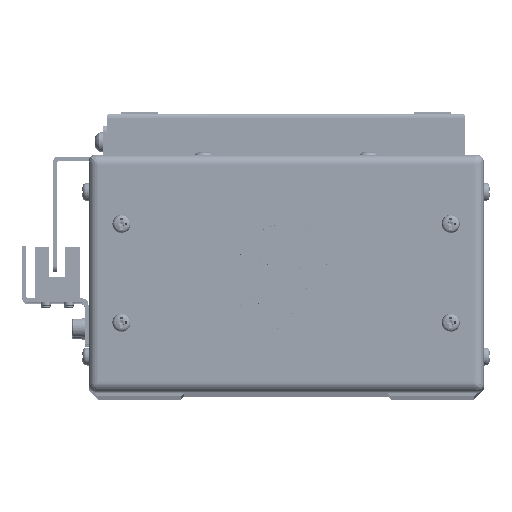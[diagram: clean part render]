
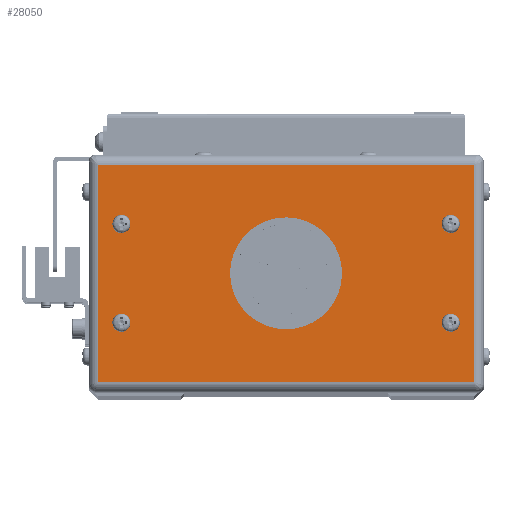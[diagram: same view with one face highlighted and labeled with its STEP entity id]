
A CAD part, top view. The second image highlights one B-rep face of the part: STEP entity #28050.
In plain terms, the highlighted planar face has unit normal (0, 0, 1).
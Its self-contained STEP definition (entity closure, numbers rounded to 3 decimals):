
#34 = CARTESIAN_POINT ( 'NONE',  ( -51.7, 15., 5. ) ) ;
#395 = EDGE_CURVE ( 'NONE', #75279, #86746, #71205, .T. ) ;
#905 = FACE_BOUND ( 'NONE', #25881, .T. ) ;
#1646 = VECTOR ( 'NONE', #84246, 1000. ) ;
#2522 = EDGE_CURVE ( 'NONE', #38050, #14550, #65512, .T. ) ;
#2685 = AXIS2_PLACEMENT_3D ( 'NONE', #30391, #88724, #38729 ) ;
#2705 = CIRCLE ( 'NONE', #49638, 1.7 ) ;
#3289 = CIRCLE ( 'NONE', #91997, 1.7 ) ;
#5048 = DIRECTION ( 'NONE',  ( -1., 0., 0. ) ) ;
#8372 = CARTESIAN_POINT ( 'NONE',  ( 50., -15., 5. ) ) ;
#9200 = DIRECTION ( 'NONE',  ( 0., 0., 1. ) ) ;
#9478 = CIRCLE ( 'NONE', #2685, 1.7 ) ;
#9530 = VERTEX_POINT ( 'NONE', #17176 ) ;
#10235 = ORIENTED_EDGE ( 'NONE', *, *, #32152, .F. ) ;
#10895 = AXIS2_PLACEMENT_3D ( 'NONE', #14534, #72883, #22945 ) ;
#11026 = CIRCLE ( 'NONE', #102131, 15. ) ;
#11200 = CARTESIAN_POINT ( 'NONE',  ( -57., -33., 5. ) ) ;
#11532 = VERTEX_POINT ( 'NONE', #55335 ) ;
#11690 = DIRECTION ( 'NONE',  ( 0., 0., 1. ) ) ;
#13053 = ORIENTED_EDGE ( 'NONE', *, *, #27658, .F. ) ;
#13640 = CARTESIAN_POINT ( 'NONE',  ( -50., -15., 5. ) ) ;
#14121 = EDGE_LOOP ( 'NONE', ( #82295, #75851, #82408, #28974 ) ) ;
#14534 = CARTESIAN_POINT ( 'NONE',  ( -50., -15., 5. ) ) ;
#14550 = VERTEX_POINT ( 'NONE', #11200 ) ;
#15289 = EDGE_CURVE ( 'NONE', #27663, #105894, #93398, .T. ) ;
#16780 = DIRECTION ( 'NONE',  ( 1., 0., 0. ) ) ;
#17176 = CARTESIAN_POINT ( 'NONE',  ( 48.3, 15., 5. ) ) ;
#19734 = EDGE_CURVE ( 'NONE', #86746, #75279, #73298, .T. ) ;
#21118 = VECTOR ( 'NONE', #73885, 1000. ) ;
#21457 = DIRECTION ( 'NONE',  ( 0., 0., -1. ) ) ;
#22033 = DIRECTION ( 'NONE',  ( 1., 0., 0. ) ) ;
#22185 = VECTOR ( 'NONE', #58241, 1000. ) ;
#22945 = DIRECTION ( 'NONE',  ( 1., 0., 0. ) ) ;
#23051 = FACE_BOUND ( 'NONE', #41216, .T. ) ;
#24808 = LINE ( 'NONE', #83389, #22185 ) ;
#25881 = EDGE_LOOP ( 'NONE', ( #10235, #87243 ) ) ;
#26147 = ORIENTED_EDGE ( 'NONE', *, *, #29376, .F. ) ;
#27096 = ORIENTED_EDGE ( 'NONE', *, *, #395, .F. ) ;
#27658 = EDGE_CURVE ( 'NONE', #31014, #50750, #89453, .T. ) ;
#27663 = VERTEX_POINT ( 'NONE', #34 ) ;
#28050 = ADVANCED_FACE ( 'NONE', ( #67406, #905, #89581, #23051, #51582, #86968 ), #46586, .F. ) ;
#28974 = ORIENTED_EDGE ( 'NONE', *, *, #2522, .T. ) ;
#29376 = EDGE_CURVE ( 'NONE', #50750, #31014, #3289, .T. ) ;
#30391 = CARTESIAN_POINT ( 'NONE',  ( -50., 15., 5. ) ) ;
#31014 = VERTEX_POINT ( 'NONE', #68097 ) ;
#31081 = AXIS2_PLACEMENT_3D ( 'NONE', #104926, #21457, #5048 ) ;
#32152 = EDGE_CURVE ( 'NONE', #105894, #27663, #9478, .T. ) ;
#32523 = ORIENTED_EDGE ( 'NONE', *, *, #32815, .F. ) ;
#32815 = EDGE_CURVE ( 'NONE', #92584, #11532, #56318, .T. ) ;
#32844 = DIRECTION ( 'NONE',  ( 0., 0., 1. ) ) ;
#34188 = EDGE_CURVE ( 'NONE', #9530, #89833, #2705, .T. ) ;
#37577 = CARTESIAN_POINT ( 'NONE',  ( 50., 15., 5. ) ) ;
#37839 = CARTESIAN_POINT ( 'NONE',  ( -50., 15., 5. ) ) ;
#38050 = VERTEX_POINT ( 'NONE', #57628 ) ;
#38729 = DIRECTION ( 'NONE',  ( 1., 0., 0. ) ) ;
#40137 = ORIENTED_EDGE ( 'NONE', *, *, #19734, .F. ) ;
#40296 = CARTESIAN_POINT ( 'NONE',  ( -58., -33., 5. ) ) ;
#40465 = EDGE_LOOP ( 'NONE', ( #27096, #40137 ) ) ;
#41011 = DIRECTION ( 'NONE',  ( 0., 0., 1. ) ) ;
#41216 = EDGE_LOOP ( 'NONE', ( #13053, #26147 ) ) ;
#42638 = EDGE_CURVE ( 'NONE', #14550, #52738, #87648, .T. ) ;
#44767 = CARTESIAN_POINT ( 'NONE',  ( -48.3, -15., 5. ) ) ;
#45054 = AXIS2_PLACEMENT_3D ( 'NONE', #8372, #66710, #16780 ) ;
#45276 = AXIS2_PLACEMENT_3D ( 'NONE', #61664, #11690, #70049 ) ;
#45825 = CARTESIAN_POINT ( 'NONE',  ( -58., 33., 5. ) ) ;
#45978 = DIRECTION ( 'NONE',  ( 1., 0., 0. ) ) ;
#46244 = DIRECTION ( 'NONE',  ( 1., 0., 0. ) ) ;
#46586 = PLANE ( 'NONE',  #31081 ) ;
#49371 = LINE ( 'NONE', #45825, #96397 ) ;
#49638 = AXIS2_PLACEMENT_3D ( 'NONE', #90996, #41011, #99394 ) ;
#50750 = VERTEX_POINT ( 'NONE', #82434 ) ;
#51063 = CARTESIAN_POINT ( 'NONE',  ( -57., -34., 5. ) ) ;
#51135 = CARTESIAN_POINT ( 'NONE',  ( 15., 0., 5. ) ) ;
#51582 = FACE_OUTER_BOUND ( 'NONE', #14121, .T. ) ;
#52738 = VERTEX_POINT ( 'NONE', #92796 ) ;
#55335 = CARTESIAN_POINT ( 'NONE',  ( -15., 0., 5. ) ) ;
#56189 = EDGE_CURVE ( 'NONE', #52738, #82447, #24808, .T. ) ;
#56318 = CIRCLE ( 'NONE', #45276, 15. ) ;
#57628 = CARTESIAN_POINT ( 'NONE',  ( -57., 33., 5. ) ) ;
#58241 = DIRECTION ( 'NONE',  ( 0., 1., 0. ) ) ;
#59169 = CARTESIAN_POINT ( 'NONE',  ( 50., -15., 5. ) ) ;
#61664 = CARTESIAN_POINT ( 'NONE',  ( 0., 0., 5. ) ) ;
#63680 = EDGE_CURVE ( 'NONE', #82447, #38050, #49371, .T. ) ;
#64087 = AXIS2_PLACEMENT_3D ( 'NONE', #37577, #95986, #45978 ) ;
#64978 = CARTESIAN_POINT ( 'NONE',  ( -48.3, 15., 5. ) ) ;
#65512 = LINE ( 'NONE', #51063, #1646 ) ;
#66073 = CARTESIAN_POINT ( 'NONE',  ( 51.7, 15., 5. ) ) ;
#66710 = DIRECTION ( 'NONE',  ( 0., 0., 1. ) ) ;
#67406 = FACE_BOUND ( 'NONE', #40465, .T. ) ;
#67549 = DIRECTION ( 'NONE',  ( 1., 0., 0. ) ) ;
#67777 = ORIENTED_EDGE ( 'NONE', *, *, #34188, .F. ) ;
#68097 = CARTESIAN_POINT ( 'NONE',  ( 51.7, -15., 5. ) ) ;
#68428 = AXIS2_PLACEMENT_3D ( 'NONE', #13640, #71959, #22033 ) ;
#68446 = EDGE_CURVE ( 'NONE', #11532, #92584, #11026, .T. ) ;
#70049 = DIRECTION ( 'NONE',  ( 1., 0., 0. ) ) ;
#71205 = CIRCLE ( 'NONE', #10895, 1.7 ) ;
#71959 = DIRECTION ( 'NONE',  ( 0., 0., 1. ) ) ;
#72883 = DIRECTION ( 'NONE',  ( 0., 0., 1. ) ) ;
#73298 = CIRCLE ( 'NONE', #68428, 1.7 ) ;
#73885 = DIRECTION ( 'NONE',  ( 1., 0., 0. ) ) ;
#74273 = ORIENTED_EDGE ( 'NONE', *, *, #100029, .F. ) ;
#75279 = VERTEX_POINT ( 'NONE', #44767 ) ;
#75851 = ORIENTED_EDGE ( 'NONE', *, *, #56189, .T. ) ;
#82295 = ORIENTED_EDGE ( 'NONE', *, *, #42638, .T. ) ;
#82408 = ORIENTED_EDGE ( 'NONE', *, *, #63680, .T. ) ;
#82434 = CARTESIAN_POINT ( 'NONE',  ( 48.3, -15., 5. ) ) ;
#82447 = VERTEX_POINT ( 'NONE', #96460 ) ;
#82782 = CARTESIAN_POINT ( 'NONE',  ( -51.7, -15., 5. ) ) ;
#82796 = CARTESIAN_POINT ( 'NONE',  ( 0., 0., 5. ) ) ;
#83389 = CARTESIAN_POINT ( 'NONE',  ( 57., -34., 5. ) ) ;
#84246 = DIRECTION ( 'NONE',  ( 0., -1., 0. ) ) ;
#86746 = VERTEX_POINT ( 'NONE', #82782 ) ;
#86968 = FACE_BOUND ( 'NONE', #88010, .T. ) ;
#87243 = ORIENTED_EDGE ( 'NONE', *, *, #15289, .F. ) ;
#87648 = LINE ( 'NONE', #40296, #21118 ) ;
#87768 = ORIENTED_EDGE ( 'NONE', *, *, #68446, .F. ) ;
#88010 = EDGE_LOOP ( 'NONE', ( #87768, #32523 ) ) ;
#88724 = DIRECTION ( 'NONE',  ( 0., 0., 1. ) ) ;
#89453 = CIRCLE ( 'NONE', #45054, 1.7 ) ;
#89581 = FACE_BOUND ( 'NONE', #94112, .T. ) ;
#89833 = VERTEX_POINT ( 'NONE', #66073 ) ;
#90996 = CARTESIAN_POINT ( 'NONE',  ( 50., 15., 5. ) ) ;
#91222 = DIRECTION ( 'NONE',  ( 1., 0., 0. ) ) ;
#91997 = AXIS2_PLACEMENT_3D ( 'NONE', #59169, #9200, #67549 ) ;
#92436 = CIRCLE ( 'NONE', #64087, 1.7 ) ;
#92584 = VERTEX_POINT ( 'NONE', #51135 ) ;
#92796 = CARTESIAN_POINT ( 'NONE',  ( 57., -33., 5. ) ) ;
#93397 = AXIS2_PLACEMENT_3D ( 'NONE', #37839, #96249, #46244 ) ;
#93398 = CIRCLE ( 'NONE', #93397, 1.7 ) ;
#94112 = EDGE_LOOP ( 'NONE', ( #74273, #67777 ) ) ;
#95986 = DIRECTION ( 'NONE',  ( 0., 0., 1. ) ) ;
#96249 = DIRECTION ( 'NONE',  ( 0., 0., 1. ) ) ;
#96397 = VECTOR ( 'NONE', #104197, 1000. ) ;
#96460 = CARTESIAN_POINT ( 'NONE',  ( 57., 33., 5. ) ) ;
#99394 = DIRECTION ( 'NONE',  ( 1., 0., 0. ) ) ;
#100029 = EDGE_CURVE ( 'NONE', #89833, #9530, #92436, .T. ) ;
#102131 = AXIS2_PLACEMENT_3D ( 'NONE', #82796, #32844, #91222 ) ;
#104197 = DIRECTION ( 'NONE',  ( -1., 0., 0. ) ) ;
#104926 = CARTESIAN_POINT ( 'NONE',  ( -58., -34., 5. ) ) ;
#105894 = VERTEX_POINT ( 'NONE', #64978 ) ;
